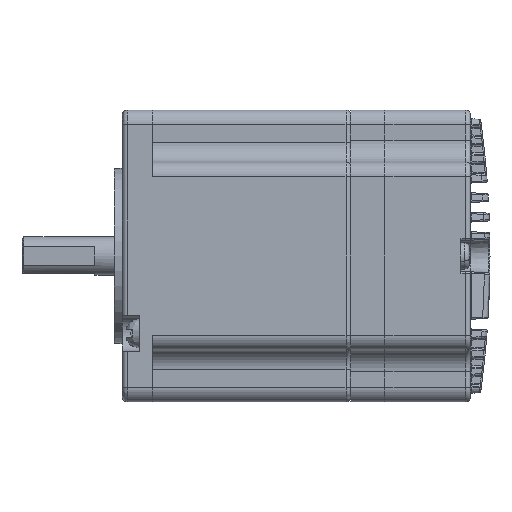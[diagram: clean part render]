
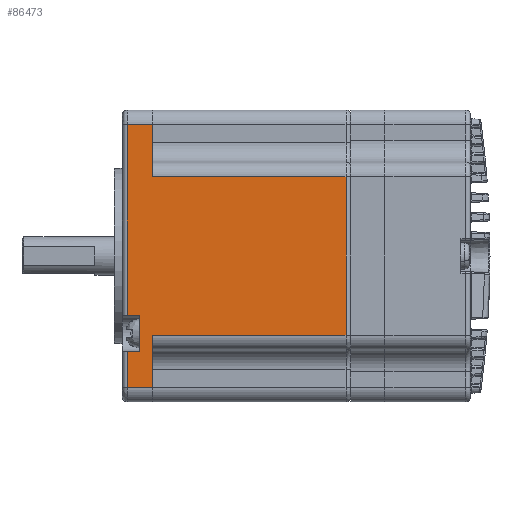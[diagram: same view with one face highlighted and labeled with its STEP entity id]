
A CAD part, front view. The second image highlights one B-rep face of the part: STEP entity #86473.
In plain terms, the highlighted face is planar.
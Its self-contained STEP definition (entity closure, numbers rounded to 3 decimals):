
#326 = CARTESIAN_POINT ( 'NONE',  ( 92.176, 15.692, -208.5 ) ) ;
#479 = CARTESIAN_POINT ( 'NONE',  ( 78.476, 15.692, -212. ) ) ;
#637 = LINE ( 'NONE', #479, #114322 ) ;
#1609 = DIRECTION ( 'NONE',  ( 0., 1., 0. ) ) ;
#1931 = CARTESIAN_POINT ( 'NONE',  ( 49.976, 15.692, -212. ) ) ;
#2831 = ORIENTED_EDGE ( 'NONE', *, *, #44561, .T. ) ;
#3578 = CARTESIAN_POINT ( 'NONE',  ( 89.176, 15.692, -212. ) ) ;
#4670 = CARTESIAN_POINT ( 'NONE',  ( 45.876, 15.692, -205.7 ) ) ;
#5357 = LINE ( 'NONE', #38564, #72295 ) ;
#5919 = LINE ( 'NONE', #31563, #102139 ) ;
#7580 = ORIENTED_EDGE ( 'NONE', *, *, #78782, .T. ) ;
#10023 = DIRECTION ( 'NONE',  ( 0., 0., 1. ) ) ;
#11304 = EDGE_CURVE ( 'NONE', #69015, #100311, #73290, .T. ) ;
#12360 = LINE ( 'NONE', #37942, #80865 ) ;
#18435 = CARTESIAN_POINT ( 'NONE',  ( 49.976, 15.692, -211. ) ) ;
#19786 = DIRECTION ( 'NONE',  ( 0., 0., 1. ) ) ;
#20369 = LINE ( 'NONE', #3578, #110771 ) ;
#22357 = LINE ( 'NONE', #28366, #29726 ) ;
#22866 = DIRECTION ( 'NONE',  ( -1., 0., 0. ) ) ;
#22915 = CARTESIAN_POINT ( 'NONE',  ( 89.176, 15.692, -211. ) ) ;
#23254 = VERTEX_POINT ( 'NONE', #41708 ) ;
#23613 = EDGE_CURVE ( 'NONE', #60211, #23254, #637, .T. ) ;
#28366 = CARTESIAN_POINT ( 'NONE',  ( 35.176, 15.692, -212. ) ) ;
#29726 = VECTOR ( 'NONE', #10023, 1000. ) ;
#30740 = DIRECTION ( 'NONE',  ( -1., 0., 0. ) ) ;
#31563 = CARTESIAN_POINT ( 'NONE',  ( 78.476, 15.692, -166. ) ) ;
#34020 = ORIENTED_EDGE ( 'NONE', *, *, #52694, .T. ) ;
#34771 = VERTEX_POINT ( 'NONE', #74881 ) ;
#35711 = CARTESIAN_POINT ( 'NONE',  ( 42.576, 15.692, -208.5 ) ) ;
#37942 = CARTESIAN_POINT ( 'NONE',  ( 92.176, 15.692, -211. ) ) ;
#38185 = VERTEX_POINT ( 'NONE', #78241 ) ;
#38564 = CARTESIAN_POINT ( 'NONE',  ( 92.176, 15.692, -211. ) ) ;
#38636 = CARTESIAN_POINT ( 'NONE',  ( 92.176, 15.692, -212. ) ) ;
#39085 = VECTOR ( 'NONE', #88465, 1000. ) ;
#41026 = CARTESIAN_POINT ( 'NONE',  ( 45.876, 15.692, -166. ) ) ;
#41435 = LINE ( 'NONE', #326, #79278 ) ;
#41708 = CARTESIAN_POINT ( 'NONE',  ( 78.476, 15.692, -205.7 ) ) ;
#41924 = VECTOR ( 'NONE', #55516, 1000. ) ;
#42762 = CARTESIAN_POINT ( 'NONE',  ( 89.176, 15.692, -205.7 ) ) ;
#43484 = LINE ( 'NONE', #116990, #39085 ) ;
#44561 = EDGE_CURVE ( 'NONE', #23254, #112803, #50876, .T. ) ;
#44865 = EDGE_CURVE ( 'NONE', #34771, #100311, #43484, .T. ) ;
#46110 = VECTOR ( 'NONE', #19786, 1000. ) ;
#46556 = ORIENTED_EDGE ( 'NONE', *, *, #47290, .T. ) ;
#47263 = AXIS2_PLACEMENT_3D ( 'NONE', #38636, #1609, #56658 ) ;
#47290 = EDGE_CURVE ( 'NONE', #38185, #34771, #22357, .T. ) ;
#48294 = VERTEX_POINT ( 'NONE', #104575 ) ;
#50383 = DIRECTION ( 'NONE',  ( 0., 0., -1. ) ) ;
#50876 = LINE ( 'NONE', #111711, #101902 ) ;
#52694 = EDGE_CURVE ( 'NONE', #94376, #101256, #12360, .T. ) ;
#55516 = DIRECTION ( 'NONE',  ( 0., 0., -1. ) ) ;
#56658 = DIRECTION ( 'NONE',  ( 0., 0., 1. ) ) ;
#56935 = ORIENTED_EDGE ( 'NONE', *, *, #44865, .T. ) ;
#57095 = CARTESIAN_POINT ( 'NONE',  ( 45.876, 15.692, -205.7 ) ) ;
#59557 = CARTESIAN_POINT ( 'NONE',  ( 78.476, 15.692, -166. ) ) ;
#60211 = VERTEX_POINT ( 'NONE', #59557 ) ;
#60953 = VERTEX_POINT ( 'NONE', #35711 ) ;
#61893 = ORIENTED_EDGE ( 'NONE', *, *, #89788, .T. ) ;
#65049 = LINE ( 'NONE', #1931, #46110 ) ;
#67075 = ORIENTED_EDGE ( 'NONE', *, *, #83267, .T. ) ;
#68186 = EDGE_CURVE ( 'NONE', #60953, #48294, #91447, .T. ) ;
#69015 = VERTEX_POINT ( 'NONE', #41026 ) ;
#70880 = ORIENTED_EDGE ( 'NONE', *, *, #91231, .F. ) ;
#72295 = VECTOR ( 'NONE', #95204, 1000. ) ;
#73290 = LINE ( 'NONE', #4670, #89358 ) ;
#73998 = DIRECTION ( 'NONE',  ( -1., 0., 0. ) ) ;
#74881 = CARTESIAN_POINT ( 'NONE',  ( 35.176, 15.692, -205.7 ) ) ;
#75683 = PLANE ( 'NONE',  #47263 ) ;
#78241 = CARTESIAN_POINT ( 'NONE',  ( 35.176, 15.692, -211. ) ) ;
#78782 = EDGE_CURVE ( 'NONE', #101256, #113676, #65049, .T. ) ;
#79278 = VECTOR ( 'NONE', #73998, 1000. ) ;
#80865 = VECTOR ( 'NONE', #22866, 1000. ) ;
#82087 = ORIENTED_EDGE ( 'NONE', *, *, #105041, .T. ) ;
#83267 = EDGE_CURVE ( 'NONE', #112803, #94376, #20369, .T. ) ;
#85592 = DIRECTION ( 'NONE',  ( 1., 0., 0. ) ) ;
#86094 = CARTESIAN_POINT ( 'NONE',  ( 49.976, 15.692, -208.5 ) ) ;
#86473 = ADVANCED_FACE ( 'NONE', ( #116744 ), #75683, .T. ) ;
#87894 = ORIENTED_EDGE ( 'NONE', *, *, #23613, .T. ) ;
#88465 = DIRECTION ( 'NONE',  ( 1., 0., 0. ) ) ;
#89358 = VECTOR ( 'NONE', #50383, 1000. ) ;
#89788 = EDGE_CURVE ( 'NONE', #48294, #38185, #5357, .T. ) ;
#91231 = EDGE_CURVE ( 'NONE', #60211, #69015, #5919, .T. ) ;
#91447 = LINE ( 'NONE', #110464, #41924 ) ;
#92984 = EDGE_LOOP ( 'NONE', ( #61893, #46556, #56935, #111892, #70880, #87894, #2831, #67075, #34020, #7580, #82087, #105130 ) ) ;
#94376 = VERTEX_POINT ( 'NONE', #22915 ) ;
#95204 = DIRECTION ( 'NONE',  ( -1., 0., 0. ) ) ;
#96860 = DIRECTION ( 'NONE',  ( 0., 0., -1. ) ) ;
#100311 = VERTEX_POINT ( 'NONE', #57095 ) ;
#101256 = VERTEX_POINT ( 'NONE', #18435 ) ;
#101902 = VECTOR ( 'NONE', #85592, 1000. ) ;
#102139 = VECTOR ( 'NONE', #30740, 1000. ) ;
#104575 = CARTESIAN_POINT ( 'NONE',  ( 42.576, 15.692, -211. ) ) ;
#105041 = EDGE_CURVE ( 'NONE', #113676, #60953, #41435, .T. ) ;
#105130 = ORIENTED_EDGE ( 'NONE', *, *, #68186, .T. ) ;
#110464 = CARTESIAN_POINT ( 'NONE',  ( 42.576, 15.692, -212. ) ) ;
#110771 = VECTOR ( 'NONE', #96860, 1000. ) ;
#111711 = CARTESIAN_POINT ( 'NONE',  ( 92.176, 15.692, -205.7 ) ) ;
#111892 = ORIENTED_EDGE ( 'NONE', *, *, #11304, .F. ) ;
#112803 = VERTEX_POINT ( 'NONE', #42762 ) ;
#113649 = DIRECTION ( 'NONE',  ( 0., 0., -1. ) ) ;
#113676 = VERTEX_POINT ( 'NONE', #86094 ) ;
#114322 = VECTOR ( 'NONE', #113649, 1000. ) ;
#116744 = FACE_OUTER_BOUND ( 'NONE', #92984, .T. ) ;
#116990 = CARTESIAN_POINT ( 'NONE',  ( 92.176, 15.692, -205.7 ) ) ;
